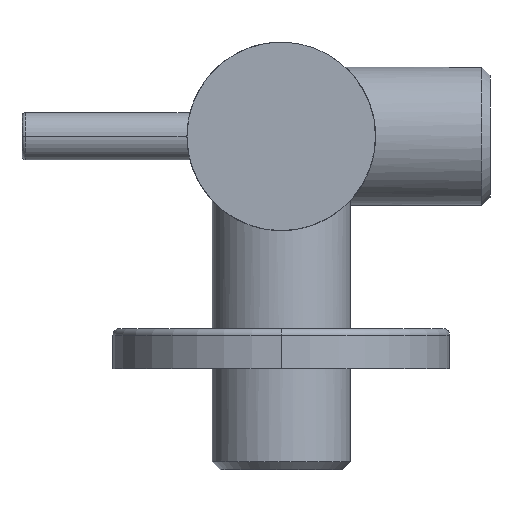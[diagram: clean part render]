
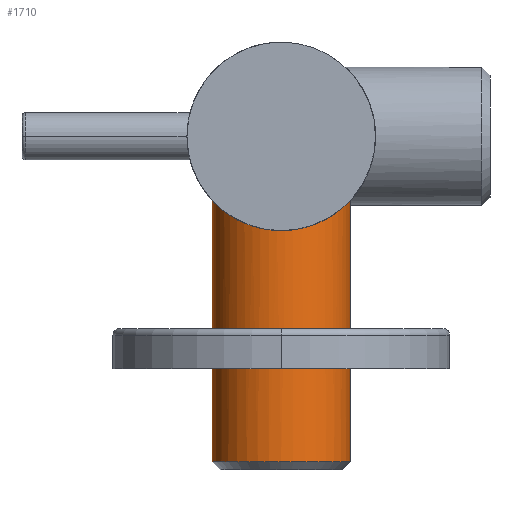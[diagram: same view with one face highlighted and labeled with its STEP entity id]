
A CAD part, left-side view. The second image highlights one B-rep face of the part: STEP entity #1710.
In plain terms, the highlighted cylindrical face has radius 10.25 mm (diameter 20.5 mm), a partial arc.
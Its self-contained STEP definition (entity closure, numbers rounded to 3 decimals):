
#1485=CARTESIAN_POINT('',(0.,0.,-48.336));
#1486=DIRECTION('',(0.,0.,-1.));
#1487=DIRECTION('',(1.,0.,0.));
#1488=AXIS2_PLACEMENT_3D('',#1485,#1486,#1487);
#1490=CARTESIAN_POINT('',(10.25,0.,-9.536));
#1491=CARTESIAN_POINT('',(10.25,-0.358,-9.536));
#1492=CARTESIAN_POINT('',(10.214,-1.122,
-9.575));
#1493=CARTESIAN_POINT('',(9.988,-2.435,
-9.813));
#1494=CARTESIAN_POINT('',(9.568,-3.769,
-10.229));
#1495=CARTESIAN_POINT('',(8.937,-5.091,
-10.79));
#1496=CARTESIAN_POINT('',(8.11,-6.328,
-11.431));
#1497=CARTESIAN_POINT('',(7.085,-7.46,
-12.098));
#1498=CARTESIAN_POINT('',(5.897,-8.43,
-12.723));
#1499=CARTESIAN_POINT('',(4.611,-9.192,
-13.243));
#1500=CARTESIAN_POINT('',(3.317,-9.731,
-13.623));
#1501=CARTESIAN_POINT('',(2.001,-10.083,
-13.878));
#1502=CARTESIAN_POINT('',(0.662,-10.257,
-14.005));
#1503=CARTESIAN_POINT('',(-0.662,-10.257,
-14.005));
#1504=CARTESIAN_POINT('',(-2.,-10.083,
-13.878));
#1505=CARTESIAN_POINT('',(-3.317,-9.731,
-13.623));
#1506=CARTESIAN_POINT('',(-4.61,-9.193,
-13.243));
#1507=CARTESIAN_POINT('',(-5.896,-8.431,
-12.723));
#1508=CARTESIAN_POINT('',(-7.085,-7.46,
-12.098));
#1509=CARTESIAN_POINT('',(-8.111,-6.327,
-11.43));
#1510=CARTESIAN_POINT('',(-8.938,-5.089,
-10.789));
#1511=CARTESIAN_POINT('',(-9.569,-3.767,
-10.228));
#1512=CARTESIAN_POINT('',(-9.989,-2.433,
-9.813));
#1513=CARTESIAN_POINT('',(-10.214,-1.121,
-9.575));
#1514=CARTESIAN_POINT('',(-10.25,-0.358,-9.536));
#1515=CARTESIAN_POINT('',(-10.25,0.,-9.536));
#1602=DIRECTION('',(0.,0.,-1.));
#1603=VECTOR('',#1602,38.8);
#1604=CARTESIAN_POINT('',(10.25,0.,-9.536));
#1605=LINE('',#1604,#1603);
#1633=DIRECTION('',(0.,0.,-1.));
#1634=VECTOR('',#1633,38.8);
#1635=CARTESIAN_POINT('',(-10.25,0.,-9.536));
#1636=LINE('',#1635,#1634);
#1683=VERTEX_POINT('',#1490);
#1684=VERTEX_POINT('',#1515);
#1691=CARTESIAN_POINT('',(10.25,0.,-48.336));
#1692=CARTESIAN_POINT('',(-10.25,0.,-48.336));
#1693=VERTEX_POINT('',#1691);
#1694=VERTEX_POINT('',#1692);
#1695=CARTESIAN_POINT('',(0.,0.,2.477));
#1696=DIRECTION('',(0.,0.,-1.));
#1697=DIRECTION('',(1.,0.,0.));
#1698=AXIS2_PLACEMENT_3D('',#1695,#1696,#1697);
#1699=CYLINDRICAL_SURFACE('',#1698,10.25);
#1701=ORIENTED_EDGE('',*,*,#1700,.T.);
#1703=ORIENTED_EDGE('',*,*,#1702,.F.);
#1705=ORIENTED_EDGE('',*,*,#1704,.F.);
#1707=ORIENTED_EDGE('',*,*,#1706,.T.);
#1708=EDGE_LOOP('',(#1701,#1703,#1705,#1707));
#1709=FACE_OUTER_BOUND('',#1708,.F.);
#1489=CIRCLE('',#1488,10.25);
#1516=B_SPLINE_CURVE_WITH_KNOTS('',3,(#1490,#1491,#1492,#1493,#1494,#1495,#1496,
#1497,#1498,#1499,#1500,#1501,#1502,#1503,#1504,#1505,#1506,#1507,#1508,#1509,
#1510,#1511,#1512,#1513,#1514,#1515),.UNSPECIFIED.,.F.,.F.,(4,1,1,1,1,1,1,1,1,1,
1,1,1,1,1,1,1,1,1,1,1,1,1,4),(0.,0.043,0.087,
0.13,0.174,0.217,0.261,
0.304,0.348,0.391,0.435,
0.478,0.522,0.565,0.609,
0.652,0.696,0.739,0.783,
0.826,0.87,0.913,0.957,1.),
.UNSPECIFIED.);
#1700=EDGE_CURVE('',#1693,#1694,#1489,.T.);
#1702=EDGE_CURVE('',#1684,#1694,#1636,.T.);
#1704=EDGE_CURVE('',#1683,#1684,#1516,.T.);
#1706=EDGE_CURVE('',#1683,#1693,#1605,.T.);
#1710=ADVANCED_FACE('',(#1709),#1699,.T.);
